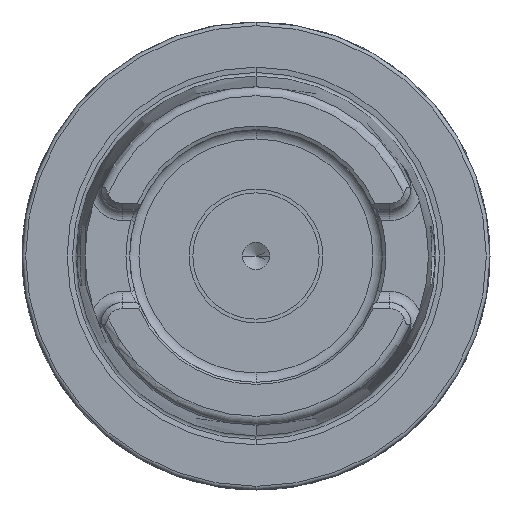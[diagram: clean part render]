
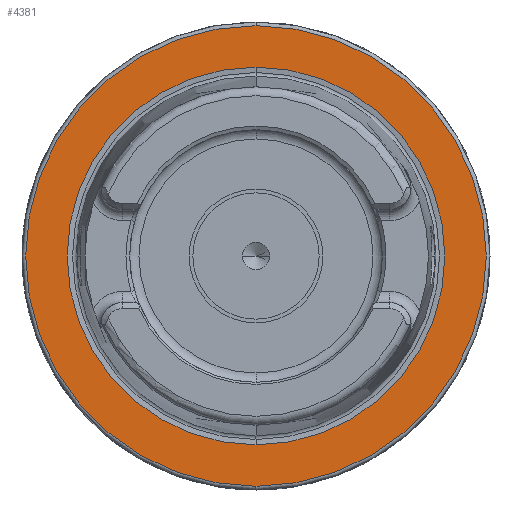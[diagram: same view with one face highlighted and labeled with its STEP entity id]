
A CAD part, left-side view. The second image highlights one B-rep face of the part: STEP entity #4381.
In plain terms, the highlighted planar face has unit normal (-1, 0, 0).
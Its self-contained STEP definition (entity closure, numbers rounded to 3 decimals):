
#1257=CARTESIAN_POINT('',(0.,0.,0.));
#1258=DIRECTION('',(1.,0.,0.));
#1259=DIRECTION('',(0.,0.,-1.));
#1260=AXIS2_PLACEMENT_3D('',#1257,#1258,#1259);
#1262=CARTESIAN_POINT('',(0.,0.,0.));
#1263=DIRECTION('',(1.,0.,0.));
#1264=DIRECTION('',(0.,0.,1.));
#1265=AXIS2_PLACEMENT_3D('',#1262,#1263,#1264);
#1267=CARTESIAN_POINT('',(0.,0.,0.));
#1268=DIRECTION('',(-1.,0.,0.));
#1269=DIRECTION('',(0.,0.,1.));
#1270=AXIS2_PLACEMENT_3D('',#1267,#1268,#1269);
#1272=CARTESIAN_POINT('',(0.,0.,0.));
#1273=DIRECTION('',(-1.,0.,0.));
#1274=DIRECTION('',(0.,0.,-1.));
#1275=AXIS2_PLACEMENT_3D('',#1272,#1273,#1274);
#2539=CARTESIAN_POINT('',(0.,0.,-25.42));
#2540=CARTESIAN_POINT('',(0.,0.,25.42));
#2541=VERTEX_POINT('',#2539);
#2542=VERTEX_POINT('',#2540);
#2868=CARTESIAN_POINT('',(0.,0.,31.));
#2869=CARTESIAN_POINT('',(0.,0.,-31.));
#2870=VERTEX_POINT('',#2868);
#2871=VERTEX_POINT('',#2869);
#4366=CARTESIAN_POINT('',(0.,0.,0.));
#4367=DIRECTION('',(1.,0.,0.));
#4368=DIRECTION('',(0.,0.,1.));
#4369=AXIS2_PLACEMENT_3D('',#4366,#4367,#4368);
#4370=PLANE('',#4369);
#4372=ORIENTED_EDGE('',*,*,#4371,.F.);
#4374=ORIENTED_EDGE('',*,*,#4373,.F.);
#4375=EDGE_LOOP('',(#4372,#4374));
#4376=FACE_OUTER_BOUND('',#4375,.F.);
#4377=ORIENTED_EDGE('',*,*,#4322,.F.);
#4378=ORIENTED_EDGE('',*,*,#4307,.F.);
#4379=EDGE_LOOP('',(#4377,#4378));
#4380=FACE_BOUND('',#4379,.F.);
#4381=ADVANCED_FACE('',(#4376,#4380),#4370,.F.);
#1261=CIRCLE('',#1260,25.42);
#1266=CIRCLE('',#1265,25.42);
#1271=CIRCLE('',#1270,31.);
#1276=CIRCLE('',#1275,31.);
#4307=EDGE_CURVE('',#2542,#2541,#1266,.T.);
#4322=EDGE_CURVE('',#2541,#2542,#1261,.T.);
#4371=EDGE_CURVE('',#2870,#2871,#1271,.T.);
#4373=EDGE_CURVE('',#2871,#2870,#1276,.T.);
